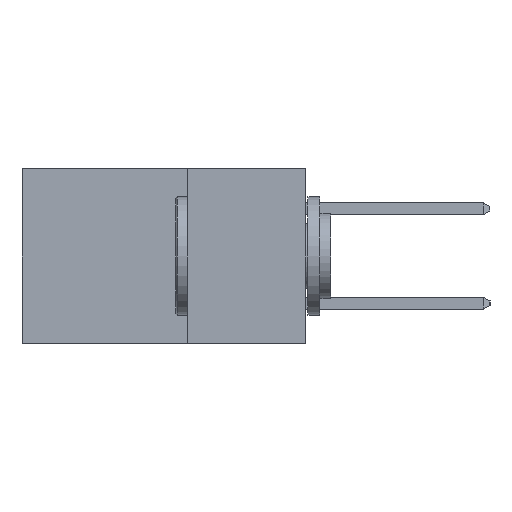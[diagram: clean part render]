
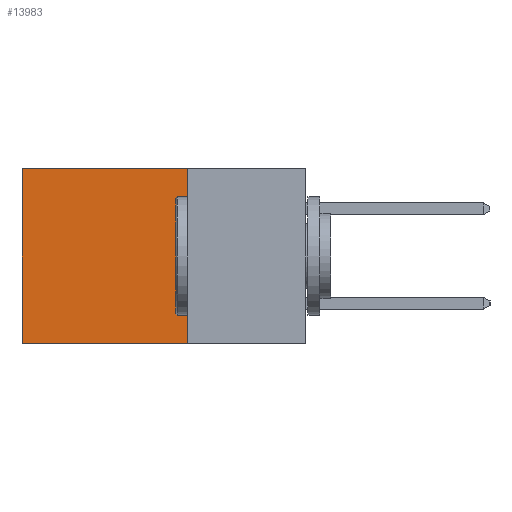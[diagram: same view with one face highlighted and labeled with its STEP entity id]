
A CAD part, left-side view. The second image highlights one B-rep face of the part: STEP entity #13983.
In plain terms, the highlighted planar face has unit normal (-1, 0, 0).
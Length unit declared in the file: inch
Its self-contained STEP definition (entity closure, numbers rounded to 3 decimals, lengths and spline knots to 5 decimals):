
#532 = DIRECTION ( 'NONE',  ( 1., 0., 0. ) ) ;
#616 = LINE ( 'NONE', #13864, #11521 ) ;
#980 = DIRECTION ( 'NONE',  ( 0., 0., -1. ) ) ;
#1029 = DIRECTION ( 'NONE',  ( 0., 1., 0. ) ) ;
#1046 = CARTESIAN_POINT ( 'NONE',  ( 0.2615, 0.25, -0.37 ) ) ;
#2290 = LINE ( 'NONE', #10591, #6389 ) ;
#3552 = CARTESIAN_POINT ( 'NONE',  ( 0.2615, 0.6, -0.37 ) ) ;
#4976 = VERTEX_POINT ( 'NONE', #13294 ) ;
#5259 = AXIS2_PLACEMENT_3D ( 'NONE', #8688, #532, #10105 ) ;
#5567 = ORIENTED_EDGE ( 'NONE', *, *, #13854, .F. ) ;
#5999 = PLANE ( 'NONE',  #5259 ) ;
#6118 = VERTEX_POINT ( 'NONE', #3552 ) ;
#6389 = VECTOR ( 'NONE', #1029, 39.37008 ) ;
#6404 = EDGE_CURVE ( 'NONE', #15102, #6851, #17420, .T. ) ;
#6687 = ORIENTED_EDGE ( 'NONE', *, *, #6404, .F. ) ;
#6777 = CARTESIAN_POINT ( 'NONE',  ( 0.2615, 0.6, -0.37 ) ) ;
#6797 = DIRECTION ( 'NONE',  ( 0., 0., -1. ) ) ;
#6851 = VERTEX_POINT ( 'NONE', #10079 ) ;
#6888 = ORIENTED_EDGE ( 'NONE', *, *, #13544, .T. ) ;
#7469 = ORIENTED_EDGE ( 'NONE', *, *, #10101, .T. ) ;
#8296 = CARTESIAN_POINT ( 'NONE',  ( 0.2615, 0.25, 0. ) ) ;
#8518 = DIRECTION ( 'NONE',  ( 0., 1., 0. ) ) ;
#8688 = CARTESIAN_POINT ( 'NONE',  ( 0.2615, 0.25, -0.37 ) ) ;
#9387 = FACE_OUTER_BOUND ( 'NONE', #11818, .T. ) ;
#10079 = CARTESIAN_POINT ( 'NONE',  ( 0.2615, 0.25, -0.37 ) ) ;
#10101 = EDGE_CURVE ( 'NONE', #4976, #6118, #10109, .T. ) ;
#10105 = DIRECTION ( 'NONE',  ( 0., 0., -1. ) ) ;
#10109 = LINE ( 'NONE', #6777, #16703 ) ;
#10432 = VECTOR ( 'NONE', #980, 39.37008 ) ;
#10591 = CARTESIAN_POINT ( 'NONE',  ( 0.2615, 0.25, 0. ) ) ;
#11521 = VECTOR ( 'NONE', #8518, 39.37008 ) ;
#11818 = EDGE_LOOP ( 'NONE', ( #7469, #5567, #6687, #6888 ) ) ;
#13294 = CARTESIAN_POINT ( 'NONE',  ( 0.2615, 0.6, 0. ) ) ;
#13544 = EDGE_CURVE ( 'NONE', #15102, #4976, #2290, .T. ) ;
#13854 = EDGE_CURVE ( 'NONE', #6851, #6118, #616, .T. ) ;
#13864 = CARTESIAN_POINT ( 'NONE',  ( 0.2615, 0.25, -0.37 ) ) ;
#13983 = ADVANCED_FACE ( 'NONE', ( #9387 ), #5999, .F. ) ;
#15102 = VERTEX_POINT ( 'NONE', #8296 ) ;
#16703 = VECTOR ( 'NONE', #6797, 39.37008 ) ;
#17420 = LINE ( 'NONE', #1046, #10432 ) ;
